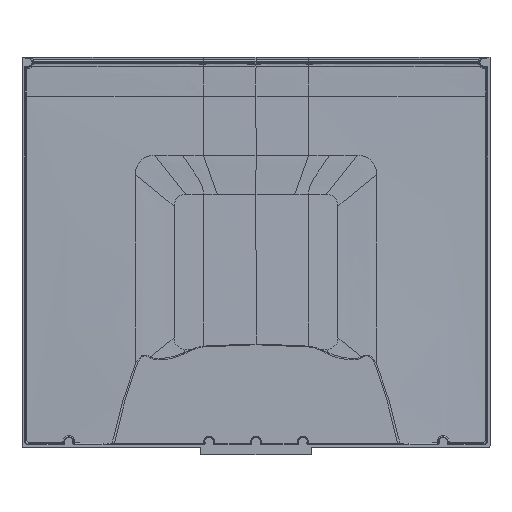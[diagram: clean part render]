
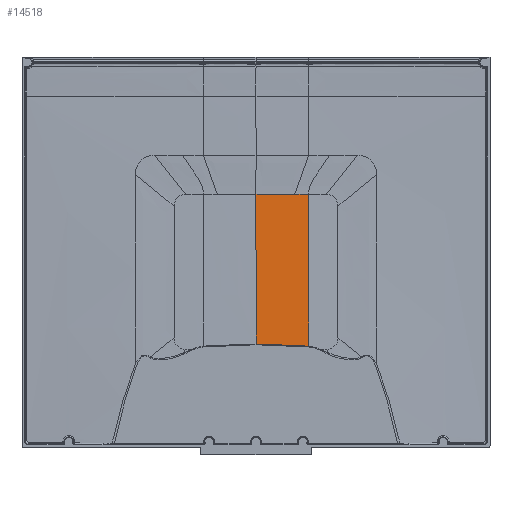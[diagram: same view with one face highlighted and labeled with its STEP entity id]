
A CAD part, front view. The second image highlights one B-rep face of the part: STEP entity #14518.
In plain terms, the highlighted free-form (B-spline) face has degree [3, 3] with [4, 4] control points.
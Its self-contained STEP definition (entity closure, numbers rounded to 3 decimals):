
#2857=CARTESIAN_POINT('',(0.,-28.982,
264.226));
#2870=CARTESIAN_POINT('',(0.,-28.982,
264.226));
#2871=CARTESIAN_POINT('',(0.,-26.548,
392.344));
#2872=CARTESIAN_POINT('',(0.,-24.113,
520.462));
#2873=CARTESIAN_POINT('',(0.,-21.679,
648.58));
#2878=CARTESIAN_POINT('',(0.,-21.679,
648.58));
#2888=CARTESIAN_POINT('',(99.074,-21.518,648.579));
#2889=CARTESIAN_POINT('',(90.833,-21.544,648.579));
#2890=CARTESIAN_POINT('',(74.35,-21.59,648.58));
#2891=CARTESIAN_POINT('',(49.579,-21.641,648.58));
#2892=CARTESIAN_POINT('',(24.78,-21.672,648.58));
#2893=CARTESIAN_POINT('',(8.256,-21.679,648.58));
#2894=CARTESIAN_POINT('',(0.,-21.679,
648.58));
#3931=CARTESIAN_POINT('',(134.918,-21.385,648.579));
#3932=CARTESIAN_POINT('',(133.431,-21.391,648.579));
#3933=CARTESIAN_POINT('',(130.456,-21.404,648.579));
#3934=CARTESIAN_POINT('',(124.495,-21.428,648.579));
#3935=CARTESIAN_POINT('',(114.04,-21.468,648.579));
#3936=CARTESIAN_POINT('',(105.059,-21.499,648.579));
#3937=CARTESIAN_POINT('',(99.074,-21.518,648.579));
#3946=CARTESIAN_POINT('',(134.922,-28.981,258.839));
#3947=CARTESIAN_POINT('',(123.614,-28.981,259.687));
#3948=CARTESIAN_POINT('',(101.069,-28.981,261.209));
#3949=CARTESIAN_POINT('',(67.601,-28.982,262.903));
#3950=CARTESIAN_POINT('',(34.069,-28.982,263.972));
#3951=CARTESIAN_POINT('',(11.394,-28.982,264.226));
#3952=CARTESIAN_POINT('',(0.,-28.982,
264.226));
#3954=CARTESIAN_POINT('',(134.922,-28.981,258.839));
#3955=CARTESIAN_POINT('',(134.923,-26.437,388.755));
#3956=CARTESIAN_POINT('',(134.927,-23.876,518.668));
#3957=CARTESIAN_POINT('',(134.918,-21.385,648.579));
#3977=CARTESIAN_POINT('',(134.918,-21.385,648.579));
#5922=VERTEX_POINT('',#3977);
#5923=VERTEX_POINT('',#3937);
#6029=VERTEX_POINT('',#2878);
#6065=VERTEX_POINT('',#2857);
#6067=VERTEX_POINT('',#3946);
#14493=CARTESIAN_POINT('',(136.266,-21.304,
652.477));
#14494=CARTESIAN_POINT('',(89.95,-21.502,
652.477));
#14495=CARTESIAN_POINT('',(43.626,-21.609,
652.477));
#14496=CARTESIAN_POINT('',(-2.698,-21.605,
652.477));
#14497=CARTESIAN_POINT('',(136.277,-23.844,
519.968));
#14498=CARTESIAN_POINT('',(89.956,-24.028,
519.964));
#14499=CARTESIAN_POINT('',(43.629,-24.126,
519.963));
#14500=CARTESIAN_POINT('',(-2.699,-24.122,
519.963));
#14501=CARTESIAN_POINT('',(136.272,-26.459,
387.457));
#14502=CARTESIAN_POINT('',(89.953,-26.578,
387.451));
#14503=CARTESIAN_POINT('',(43.627,-26.643,
387.449));
#14504=CARTESIAN_POINT('',(-2.698,-26.64,
387.449));
#14505=CARTESIAN_POINT('',(136.272,-29.055,
254.942));
#14506=CARTESIAN_POINT('',(89.952,-29.123,
254.937));
#14507=CARTESIAN_POINT('',(43.626,-29.16,
254.935));
#14508=CARTESIAN_POINT('',(-2.698,-29.158,
254.935));
#14509=B_SPLINE_SURFACE_WITH_KNOTS('',3,3,((#14493,#14494,#14495,#14496),
(#14497,#14498,#14499,#14500),(#14501,#14502,#14503,#14504),(#14505,#14506,
#14507,#14508)),.UNSPECIFIED.,.F.,.F.,.F.,(4,4),(4,4),(0.348,
0.745),(0.386,0.502),.UNSPECIFIED.);
#14510=ORIENTED_EDGE('',*,*,#10207,.T.);
#14511=ORIENTED_EDGE('',*,*,#11174,.T.);
#14512=ORIENTED_EDGE('',*,*,#11291,.F.);
#14513=ORIENTED_EDGE('',*,*,#14484,.F.);
#14515=ORIENTED_EDGE('',*,*,#14514,.F.);
#14516=EDGE_LOOP('',(#14510,#14511,#14512,#14513,#14515));
#14517=FACE_OUTER_BOUND('',#14516,.F.);
#14518=ADVANCED_FACE('',(#14517),#14509,.F.);
#2874=B_SPLINE_CURVE_WITH_KNOTS('',3,(#2870,#2871,#2872,#2873),.UNSPECIFIED.,
.F.,.F.,(4,4),(0.,1.),.UNSPECIFIED.);
#2895=B_SPLINE_CURVE_WITH_KNOTS('',3,(#2888,#2889,#2890,#2891,#2892,#2893,
#2894),.UNSPECIFIED.,.F.,.F.,(4,1,1,1,4),(0.,0.25,
0.5,0.75,1.),.UNSPECIFIED.);
#3938=B_SPLINE_CURVE_WITH_KNOTS('',3,(#3931,#3932,#3933,#3934,#3935,#3936,
#3937),.UNSPECIFIED.,.F.,.F.,(4,1,1,1,4),(0.,0.125,
0.25,0.5,1.),.UNSPECIFIED.);
#3953=B_SPLINE_CURVE_WITH_KNOTS('',3,(#3946,#3947,#3948,#3949,#3950,#3951,
#3952),.UNSPECIFIED.,.F.,.F.,(4,1,1,1,4),(0.,0.25,0.5,0.75,1.),
.UNSPECIFIED.);
#3958=B_SPLINE_CURVE_WITH_KNOTS('',3,(#3954,#3955,#3956,#3957),.UNSPECIFIED.,
.F.,.F.,(4,4),(0.,1.),.UNSPECIFIED.);
#10207=EDGE_CURVE('',#6067,#6065,#3953,.T.);
#11174=EDGE_CURVE('',#6065,#6029,#2874,.T.);
#11291=EDGE_CURVE('',#5923,#6029,#2895,.T.);
#14484=EDGE_CURVE('',#5922,#5923,#3938,.T.);
#14514=EDGE_CURVE('',#6067,#5922,#3958,.T.);
